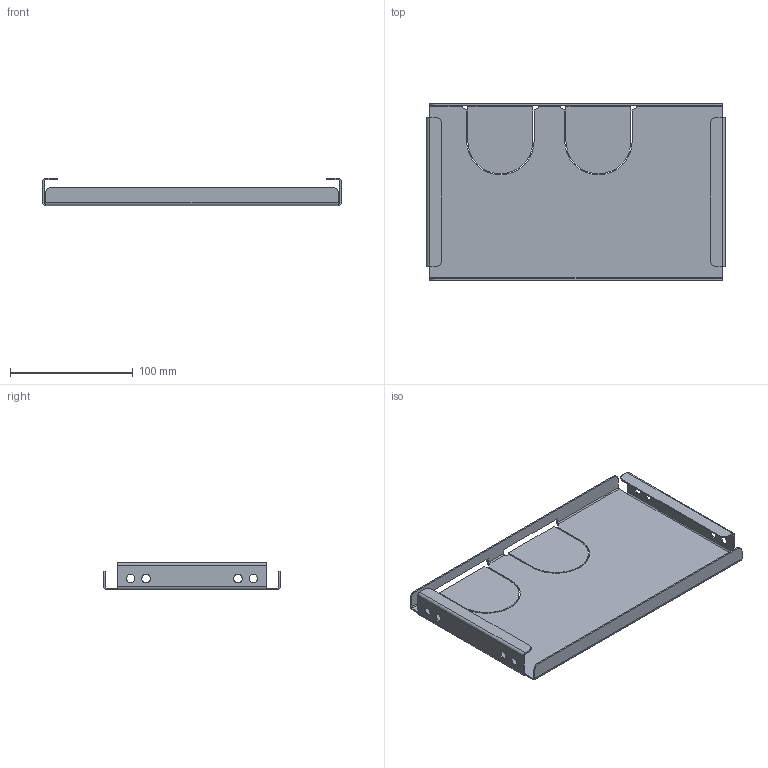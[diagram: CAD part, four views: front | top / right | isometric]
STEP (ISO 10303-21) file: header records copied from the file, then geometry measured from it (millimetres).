
FILE_DESCRIPTION (( 'STEP AP214' ), '1' );
FILE_NAME ('FO-00-CP-0245-015 FORMAT Ïàíåëü êàáåëüíàÿ 245õ150ìì IEK.STEP', '2022-05-31T08:20:25', ( '' ), ( '' ), 'SwSTEP 2.0', 'SolidWorks 2017', '' );
FILE_SCHEMA (( 'AUTOMOTIVE_DESIGN' ));
Length unit declared in the file: millimetre
Products named in the file (1): FO-00-CP-0245-015 FORMAT Ïàíåëü êàáåëüíàÿ 245õ150ìì IEK
Bounding box: 243.4 x 144 x 22.2 mm (x, y, z)
Volume: 56630.2 mm3; surface area: 96704.7 mm2
Topology: 1 solids, 1 shells, 130 faces, 348 edges, 216 vertices
Faces by surface type: plane 82, cylinder 48
Entity records: 4094 total; most frequent: DIRECTION 706, ORIENTED_EDGE 696, CARTESIAN_POINT 695, EDGE_CURVE 348, LINE 252, VECTOR 252, AXIS2_PLACEMENT_3D 227, VERTEX_POINT 216
